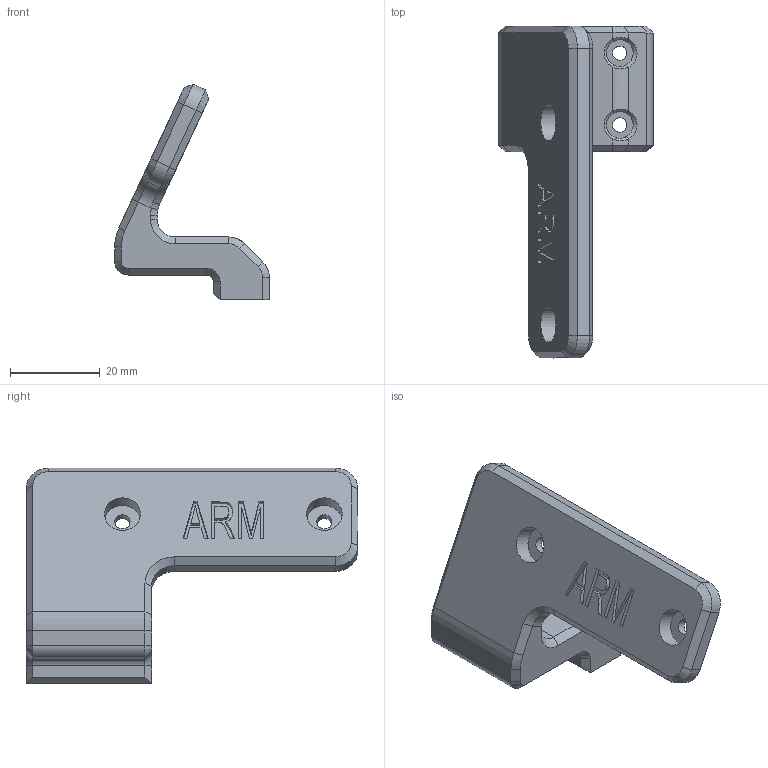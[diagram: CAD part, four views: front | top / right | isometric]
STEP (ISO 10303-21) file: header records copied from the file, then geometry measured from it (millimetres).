
FILE_DESCRIPTION(/* description */ (''),/* implementation_level */ '2;1');
FILE_NAME(/* name */ '11_Aloha相机支架转接件1_20240902.stp',/* time_stamp */ '2024-09-07T11:29:01+08:00',/* author */ (''),/* organization */ (''),/* preprocessor_version */ 'ST-DEVELOPER v16.7',/* originating_system */ 'SIEMENS PLM Software NX 12.0',/* authorisation */ '');
FILE_SCHEMA (('AUTOMOTIVE_DESIGN { 1 0 10303 214 3 1 1 1 }'));
Length unit declared in the file: millimetre
Products named in the file (1): 11_Aloha相机支架转接件1_20240902
Bounding box: 34.5 x 74 x 48.06 mm (x, y, z)
Volume: 20852.2 mm3; surface area: 8477.9 mm2
Topology: 1 solids, 1 shells, 147 faces, 364 edges, 226 vertices
Faces by surface type: plane 78, cone 24, cylinder 21, extrusion 17, bspline 7
Full cylindrical faces by diameter (mm): 3.2 x2, 3.4 x2, 6 x2, 8 x2
Entity records: 4565 total; most frequent: CARTESIAN_POINT 1334, ORIENTED_EDGE 700, DIRECTION 559, EDGE_CURVE 350, VERTEX_POINT 220, VECTOR 187, AXIS2_PLACEMENT_3D 186, LINE 170
